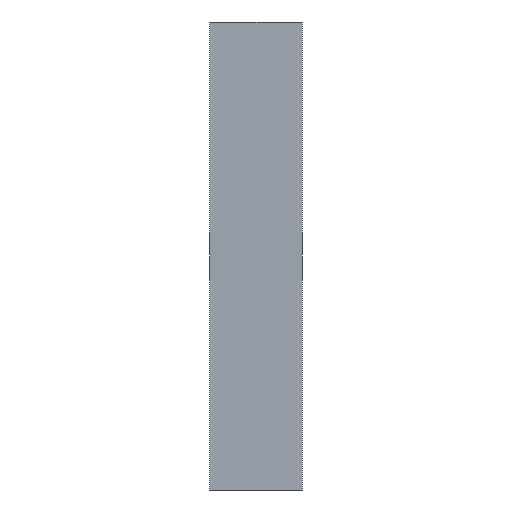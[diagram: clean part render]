
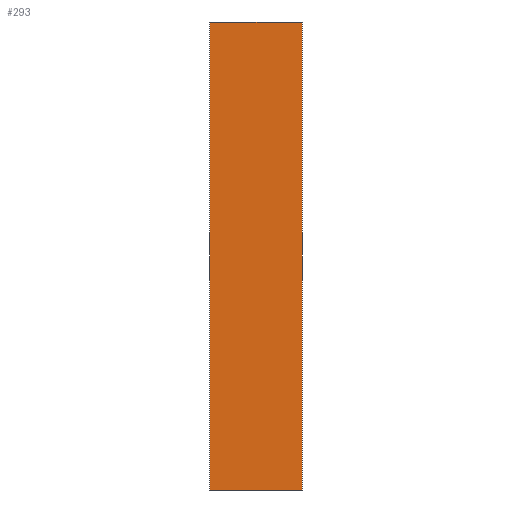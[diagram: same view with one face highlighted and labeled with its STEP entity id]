
A CAD part, left-side view. The second image highlights one B-rep face of the part: STEP entity #293.
In plain terms, the highlighted planar face has unit normal (-1, 0, 0).
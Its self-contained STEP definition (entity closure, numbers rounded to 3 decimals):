
#35=FACE_OUTER_BOUND('',#53,.T.);
#53=EDGE_LOOP('',(#251,#252,#253,#254));
#81=LINE('',#463,#117);
#85=LINE('',#472,#121);
#89=LINE('',#478,#125);
#90=LINE('',#480,#126);
#117=VECTOR('',#383,10.);
#121=VECTOR('',#389,10.);
#125=VECTOR('',#397,10.);
#126=VECTOR('',#400,10.);
#145=VERTEX_POINT('',#460);
#146=VERTEX_POINT('',#462);
#149=VERTEX_POINT('',#469);
#150=VERTEX_POINT('',#471);
#177=EDGE_CURVE('',#146,#145,#81,.T.);
#181=EDGE_CURVE('',#149,#150,#85,.T.);
#185=EDGE_CURVE('',#145,#150,#89,.T.);
#186=EDGE_CURVE('',#146,#149,#90,.T.);
#251=ORIENTED_EDGE('',*,*,#186,.F.);
#252=ORIENTED_EDGE('',*,*,#177,.T.);
#253=ORIENTED_EDGE('',*,*,#185,.T.);
#254=ORIENTED_EDGE('',*,*,#181,.F.);
#275=PLANE('',#327);
#293=ADVANCED_FACE('',(#35),#275,.T.);
#327=AXIS2_PLACEMENT_3D('',#479,#398,#399);
#383=DIRECTION('',(0.,0.,-1.));
#389=DIRECTION('',(0.,0.,-1.));
#397=DIRECTION('',(0.,-1.,0.));
#398=DIRECTION('center_axis',(-1.,0.,0.));
#399=DIRECTION('ref_axis',(0.,0.,1.));
#400=DIRECTION('',(0.,-1.,0.));
#460=CARTESIAN_POINT('',(0.,2.5,-12.7));
#462=CARTESIAN_POINT('',(0.,2.5,12.7));
#463=CARTESIAN_POINT('',(0.,2.5,0.));
#469=CARTESIAN_POINT('',(0.,-2.5,12.7));
#471=CARTESIAN_POINT('',(0.,-2.5,-12.7));
#472=CARTESIAN_POINT('',(0.,-2.5,0.));
#478=CARTESIAN_POINT('',(0.,0.,-12.7));
#479=CARTESIAN_POINT('Origin',(0.,0.,0.));
#480=CARTESIAN_POINT('',(0.,0.,12.7));
